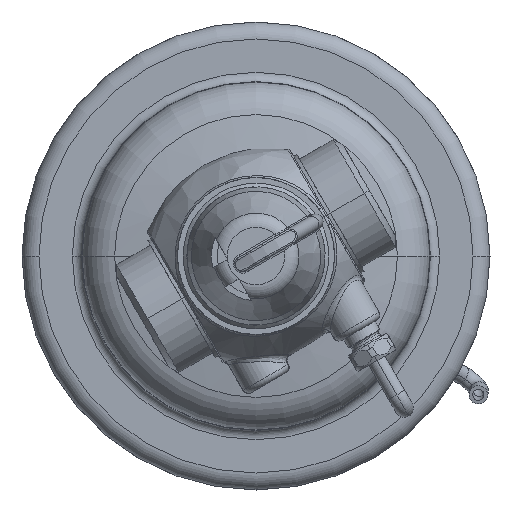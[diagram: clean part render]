
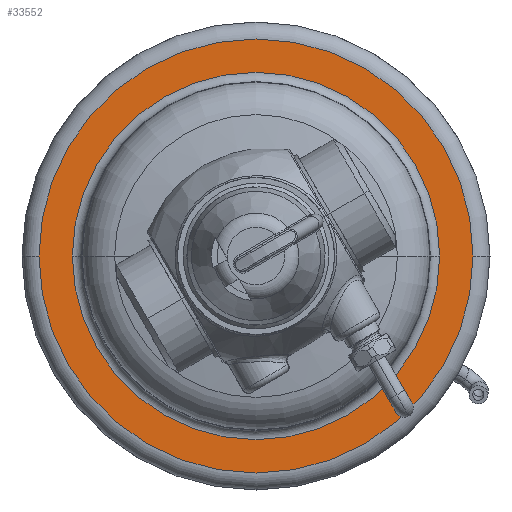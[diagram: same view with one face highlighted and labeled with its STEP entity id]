
A CAD part, left-side view. The second image highlights one B-rep face of the part: STEP entity #33552.
In plain terms, the highlighted planar face has unit normal (-1, 0, 0).
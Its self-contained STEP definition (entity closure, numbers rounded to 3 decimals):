
#9320=CARTESIAN_POINT('',(-2.5,0.,0.));
#9321=DIRECTION('',(1.,0.,0.));
#9322=DIRECTION('',(0.,1.,0.));
#9323=AXIS2_PLACEMENT_3D('',#9320,#9321,#9322);
#9325=CARTESIAN_POINT('',(-2.5,0.,0.));
#9326=DIRECTION('',(-1.,0.,0.));
#9327=DIRECTION('',(0.,1.,0.));
#9328=AXIS2_PLACEMENT_3D('',#9325,#9326,#9327);
#9340=CARTESIAN_POINT('',(-2.5,0.,0.));
#9341=DIRECTION('',(-1.,0.,0.));
#9342=DIRECTION('',(0.,1.,0.));
#9343=AXIS2_PLACEMENT_3D('',#9340,#9341,#9342);
#9345=CARTESIAN_POINT('',(-2.5,0.,0.));
#9346=DIRECTION('',(1.,0.,0.));
#9347=DIRECTION('',(0.,1.,0.));
#9348=AXIS2_PLACEMENT_3D('',#9345,#9346,#9347);
#20419=CARTESIAN_POINT('',(-2.5,58.05,0.));
#20421=VERTEX_POINT('',#20419);
#20422=CARTESIAN_POINT('',(-2.5,49.137,0.));
#20424=VERTEX_POINT('',#20422);
#20451=CARTESIAN_POINT('',(-2.5,-58.05,0.));
#20453=VERTEX_POINT('',#20451);
#20454=CARTESIAN_POINT('',(-2.5,-49.137,0.));
#20456=VERTEX_POINT('',#20454);
#33537=CARTESIAN_POINT('',(-2.5,0.,0.));
#33538=DIRECTION('',(1.,0.,0.));
#33539=DIRECTION('',(0.,-1.,0.));
#33540=AXIS2_PLACEMENT_3D('',#33537,#33538,#33539);
#33541=PLANE('',#33540);
#33542=ORIENTED_EDGE('',*,*,#33519,.T.);
#33543=ORIENTED_EDGE('',*,*,#33530,.F.);
#33544=EDGE_LOOP('',(#33542,#33543));
#33545=FACE_OUTER_BOUND('',#33544,.F.);
#33547=ORIENTED_EDGE('',*,*,#33546,.T.);
#33549=ORIENTED_EDGE('',*,*,#33548,.F.);
#33550=EDGE_LOOP('',(#33547,#33549));
#33551=FACE_BOUND('',#33550,.F.);
#33552=ADVANCED_FACE('',(#33545,#33551),#33541,.F.);
#9324=CIRCLE('',#9323,58.05);
#9329=CIRCLE('',#9328,58.05);
#9344=CIRCLE('',#9343,49.137);
#9349=CIRCLE('',#9348,49.137);
#33519=EDGE_CURVE('',#20421,#20453,#9324,.T.);
#33530=EDGE_CURVE('',#20421,#20453,#9329,.T.);
#33546=EDGE_CURVE('',#20424,#20456,#9344,.T.);
#33548=EDGE_CURVE('',#20424,#20456,#9349,.T.);
